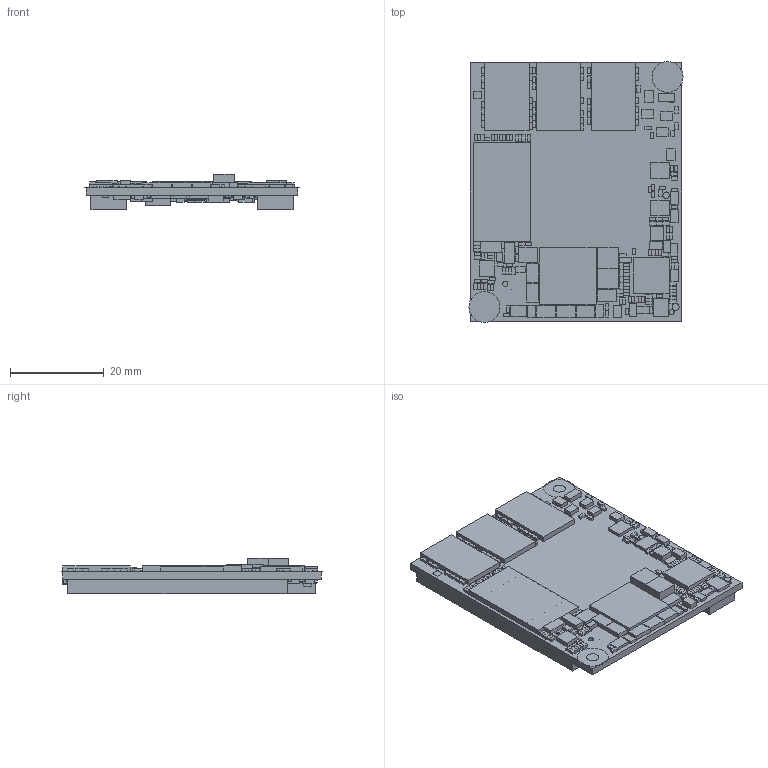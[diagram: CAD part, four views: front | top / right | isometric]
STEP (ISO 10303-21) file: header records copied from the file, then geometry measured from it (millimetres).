
FILE_DESCRIPTION(('FreeCAD Model'),'2;1');
FILE_NAME( '1428-2step.step', '2015-09-30T10:59:30',('FreeCAD'),('FreeCAD'), 'Open CASCADE STEP processor 6.3','FreeCAD','Unknown');
FILE_SCHEMA(('AUTOMOTIVE_DESIGN_CC2 { 1 2 10303 214 -1 1 5 4 }'));
Length unit declared in the file: millimetre
Products named in the file (694): Board_outline; C113; C128; C103; C133; C154; C115; C183; C125; C166; C129; C182; C18; C15; C148; C104; C137; C185; C164; C187; C12; C195; C120; C112; C199; C134; C157; C156; C147; C160; C158; C127; C130; C116; C167; C170; C20; C181; C10; C136 ...
Bounding box: 45.6 x 55.6 x 7.46 mm (x, y, z)
Volume: 8661.4 mm3; surface area: 15277.9 mm2
Topology: 694 solids, 694 shells, 4113 faces, 8175 edges, 5450 vertices
Faces by surface type: plane 4052, cylinder 61
Full cylindrical faces by diameter (mm): 1.1 x3, 2.55 x2
Entity records: 222920 total; most frequent: CARTESIAN_POINT 34485, DIRECTION 32809, LINE 24281, VECTOR 24281, ORIENTED_EDGE 16350, PCURVE 16350, DEFINITIONAL_REPRESENTATION 16350, EDGE_CURVE 8175
